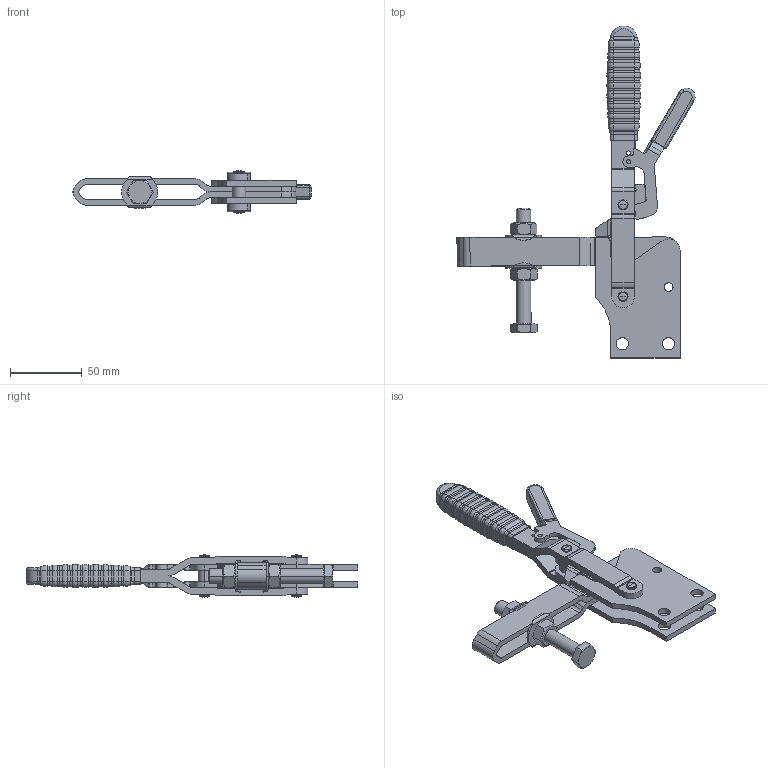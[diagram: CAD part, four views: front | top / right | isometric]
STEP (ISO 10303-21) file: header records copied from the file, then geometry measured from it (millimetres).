
FILE_DESCRIPTION((''),'2;1');
FILE_NAME('MG5U-SL.stp','2009-11-24T15:24:40',('David'),(''),'Autodesk Inventor 8','Autodesk Inventor 8','');
FILE_SCHEMA(('AUTOMOTIVE_DESIGN { 1 0 10303 214 1 1 1 1 }'));
Length unit declared in the file: millimetre
Products named in the file (8): MG5U-SL; ISO 4017  (Regular Thread) M10 x 80; MG5-SL U-BAR ASSEMBLY; MG5-SL FLANGED WASHER ASSEMBLY; MG5-SL SIDEPLATE ASSEMBLY; MG5-SL LINK ASSEMBLY; MG5-SL HANDLE ASSEMBLY; MG5-SL LEVER ASSEMBLY
Assembly tree (7 placements, depth 2):
  MG5U-SL
    ISO 4017  (Regular Thread) M10 x 80
    MG5-SL U-BAR ASSEMBLY
    MG5-SL FLANGED WASHER ASSEMBLY
    MG5-SL SIDEPLATE ASSEMBLY
    MG5-SL LINK ASSEMBLY
    MG5-SL HANDLE ASSEMBLY
    MG5-SL LEVER ASSEMBLY
Bounding box: 165.52 x 230.85 x 29.5 mm (x, y, z)
Volume: 125724.8 mm3; surface area: 70887 mm2
Topology: 8 solids, 9 shells, 766 faces, 1987 edges, 1250 vertices
Faces by surface type: cylinder 300, bspline 252, plane 154, cone 34, torus 22, sphere 4
Entity records: 30502 total; most frequent: CARTESIAN_POINT 11840, ORIENTED_EDGE 3958, DIRECTION 3954, EDGE_CURVE 1979, AXIS2_PLACEMENT_3D 1558, VERTEX_POINT 1250, CIRCLE 1026, VECTOR 838
